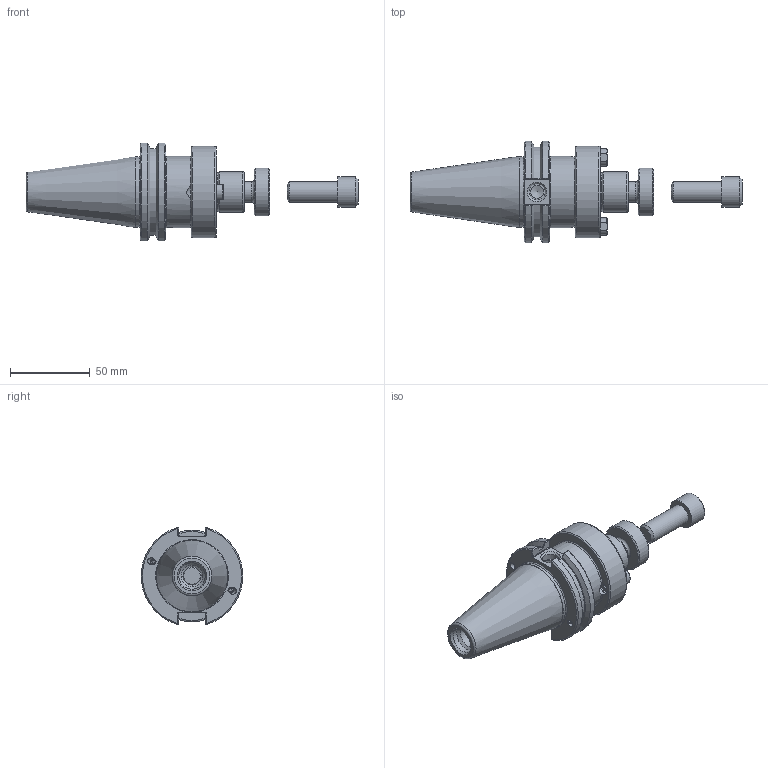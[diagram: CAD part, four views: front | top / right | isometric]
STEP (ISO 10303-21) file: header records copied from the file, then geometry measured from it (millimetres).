
FILE_DESCRIPTION(/* description */ ('SHELL MILL HOLDER'),/* implementation_level */ '2;1');
FILE_NAME(/* name */ 'C40BC-10SM200C.stp',/* time_stamp */ '2017-03-27T15:10:11-04:00',/* author */ ('davhar'),/* organization */ (''),/* preprocessor_version */ 'ST-DEVELOPER v16.1',/* originating_system */ 'Autodesk Inventor 2016',/* authorisation */ '');
FILE_SCHEMA (('AUTOMOTIVE_DESIGN { 1 0 10303 214 3 1 1 }'));
Length unit declared in the file: inch
Products named in the file (9): C40BC-10SM200C-1; 10KY; 10LS; 029-965; 028-188; C40-SHANK; FORM BC-C401; 10SM-C; C40BC-10SM200C
Assembly tree (10 placements, depth 2):
  C40BC-10SM200C
    C40BC-10SM200C-1
    10KY  x2
    10LS
    029-965  x2
    028-188
    C40-SHANK
    FORM BC-C401
    10SM-C
Bounding box: 207.57 x 63.26 x 61.11 mm (x, y, z)
Volume: 183186 mm3; surface area: 41362.4 mm2
Topology: 7 solids, 7 shells, 231 faces, 578 edges, 370 vertices
Faces by surface type: plane 93, cylinder 71, cone 47, torus 10, bspline 8, sphere 2
Full cylindrical faces by diameter (mm): 3 x6, 3.048 x2, 3.3 x2, 4 x4, 4.1 x2, 4.2 x2, 7.925 x1, 8 x1, 8.636 x2, 9.347 x2, 9.512 x2, 9.652 x2, 10.135 x1, 11.328 x2, 12.7 x2, 13.386 x1, 13.716 x1, 16.459 x1, 18.872 x1, 23.866 x1, 25.39 x1, 29.972 x1, 43.942 x1, 44.45 x1, 57.15 x1
Entity records: 6925 total; most frequent: CARTESIAN_POINT 2292, DIRECTION 910, ORIENTED_EDGE 824, EDGE_CURVE 412, AXIS2_PLACEMENT_3D 380, VERTEX_POINT 300, EDGE_LOOP 296, FACE_OUTER_BOUND 197
